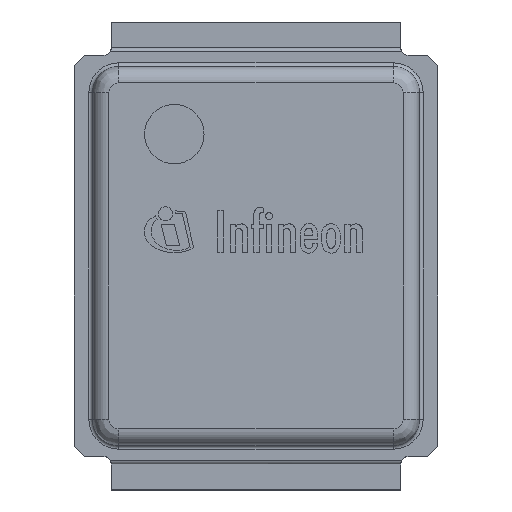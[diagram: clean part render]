
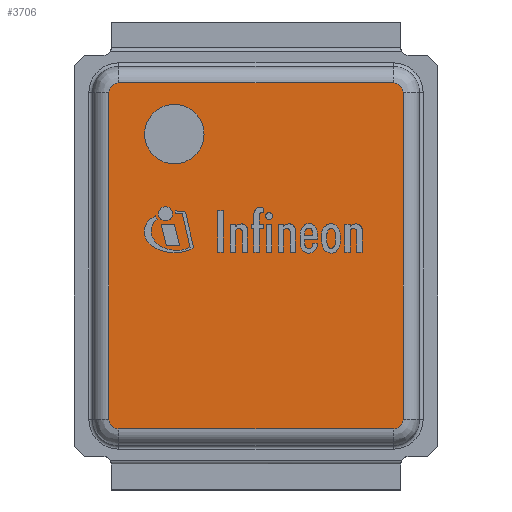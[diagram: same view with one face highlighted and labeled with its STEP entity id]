
A CAD part, top view. The second image highlights one B-rep face of the part: STEP entity #3706.
In plain terms, the highlighted planar face has unit normal (0, 0, 1).
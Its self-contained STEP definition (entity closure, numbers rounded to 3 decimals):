
#153=FACE_BOUND('',#694,.T.);
#172=CIRCLE('',#3939,0.4);
#185=CIRCLE('',#3968,0.129);
#186=CIRCLE('',#3969,0.129);
#187=CIRCLE('',#3970,0.129);
#188=CIRCLE('',#3971,0.129);
#454=FACE_OUTER_BOUND('',#693,.T.);
#693=EDGE_LOOP('',(#3065,#3066,#3067,#3068,#3069,#3070,#3071,#3072));
#694=EDGE_LOOP('',(#3073));
#1091=LINE('',#6281,#1456);
#1092=LINE('',#6285,#1457);
#1093=LINE('',#6289,#1458);
#1094=LINE('',#6293,#1459);
#1456=VECTOR('',#4711,1000.);
#1457=VECTOR('',#4714,1000.);
#1458=VECTOR('',#4717,1000.);
#1459=VECTOR('',#4720,1000.);
#1737=VERTEX_POINT('',#6143);
#1790=VERTEX_POINT('',#6279);
#1791=VERTEX_POINT('',#6280);
#1792=VERTEX_POINT('',#6282);
#1793=VERTEX_POINT('',#6284);
#1794=VERTEX_POINT('',#6286);
#1795=VERTEX_POINT('',#6288);
#1796=VERTEX_POINT('',#6290);
#1797=VERTEX_POINT('',#6292);
#2166=EDGE_CURVE('',#1737,#1737,#172,.T.);
#2233=EDGE_CURVE('',#1790,#1791,#1091,.T.);
#2234=EDGE_CURVE('',#1791,#1792,#185,.T.);
#2235=EDGE_CURVE('',#1792,#1793,#1092,.T.);
#2236=EDGE_CURVE('',#1793,#1794,#186,.T.);
#2237=EDGE_CURVE('',#1794,#1795,#1093,.T.);
#2238=EDGE_CURVE('',#1795,#1796,#187,.T.);
#2239=EDGE_CURVE('',#1796,#1797,#1094,.T.);
#2240=EDGE_CURVE('',#1797,#1790,#188,.T.);
#3065=ORIENTED_EDGE('',*,*,#2233,.T.);
#3066=ORIENTED_EDGE('',*,*,#2234,.T.);
#3067=ORIENTED_EDGE('',*,*,#2235,.T.);
#3068=ORIENTED_EDGE('',*,*,#2236,.T.);
#3069=ORIENTED_EDGE('',*,*,#2237,.T.);
#3070=ORIENTED_EDGE('',*,*,#2238,.T.);
#3071=ORIENTED_EDGE('',*,*,#2239,.T.);
#3072=ORIENTED_EDGE('',*,*,#2240,.T.);
#3073=ORIENTED_EDGE('',*,*,#2166,.F.);
#3541=PLANE('',#3967);
#3706=ADVANCED_FACE('',(#454,#153),#3541,.T.);
#3939=AXIS2_PLACEMENT_3D('',#6144,#4599,#4600);
#3967=AXIS2_PLACEMENT_3D('',#6278,#4709,#4710);
#3968=AXIS2_PLACEMENT_3D('',#6283,#4712,#4713);
#3969=AXIS2_PLACEMENT_3D('',#6287,#4715,#4716);
#3970=AXIS2_PLACEMENT_3D('',#6291,#4718,#4719);
#3971=AXIS2_PLACEMENT_3D('',#6294,#4721,#4722);
#4599=DIRECTION('center_axis',(0.,0.,1.));
#4600=DIRECTION('ref_axis',(1.,0.,0.));
#4709=DIRECTION('center_axis',(0.,0.,1.));
#4710=DIRECTION('ref_axis',(1.,0.,0.));
#4711=DIRECTION('',(-1.,0.,0.));
#4712=DIRECTION('center_axis',(0.,0.,1.));
#4713=DIRECTION('ref_axis',(1.,0.,0.));
#4714=DIRECTION('',(0.,-1.,0.));
#4715=DIRECTION('center_axis',(0.,0.,1.));
#4716=DIRECTION('ref_axis',(1.,0.,0.));
#4717=DIRECTION('',(1.,0.,0.));
#4718=DIRECTION('center_axis',(0.,0.,1.));
#4719=DIRECTION('ref_axis',(1.,0.,0.));
#4720=DIRECTION('',(0.,1.,0.));
#4721=DIRECTION('center_axis',(0.,0.,1.));
#4722=DIRECTION('ref_axis',(1.,0.,0.));
#6143=CARTESIAN_POINT('',(-0.7,1.64,0.7));
#6144=CARTESIAN_POINT('Origin',(-1.1,1.64,0.7));
#6278=CARTESIAN_POINT('Origin',(0.,0.,0.7));
#6279=CARTESIAN_POINT('',(1.85,2.329,0.7));
#6280=CARTESIAN_POINT('',(-1.85,2.329,0.7));
#6281=CARTESIAN_POINT('',(-1.85,2.329,0.7));
#6282=CARTESIAN_POINT('',(-1.979,2.2,0.7));
#6283=CARTESIAN_POINT('Origin',(-1.85,2.2,0.7));
#6284=CARTESIAN_POINT('',(-1.979,-2.2,0.7));
#6285=CARTESIAN_POINT('',(-1.979,-2.2,0.7));
#6286=CARTESIAN_POINT('',(-1.85,-2.329,0.7));
#6287=CARTESIAN_POINT('Origin',(-1.85,-2.2,0.7));
#6288=CARTESIAN_POINT('',(1.85,-2.329,0.7));
#6289=CARTESIAN_POINT('',(1.85,-2.329,0.7));
#6290=CARTESIAN_POINT('',(1.979,-2.2,0.7));
#6291=CARTESIAN_POINT('Origin',(1.85,-2.2,0.7));
#6292=CARTESIAN_POINT('',(1.979,2.2,0.7));
#6293=CARTESIAN_POINT('',(1.979,2.2,0.7));
#6294=CARTESIAN_POINT('Origin',(1.85,2.2,0.7));
